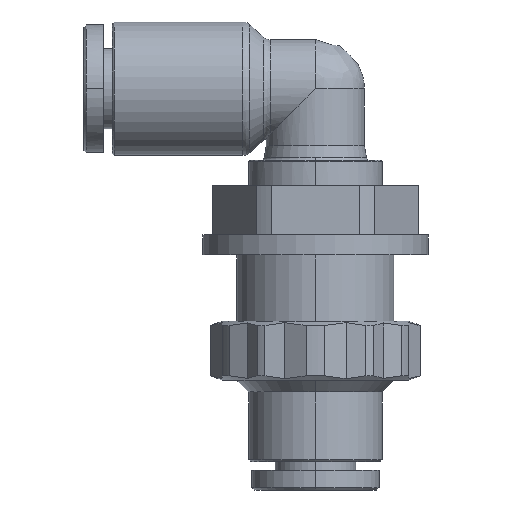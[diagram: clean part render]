
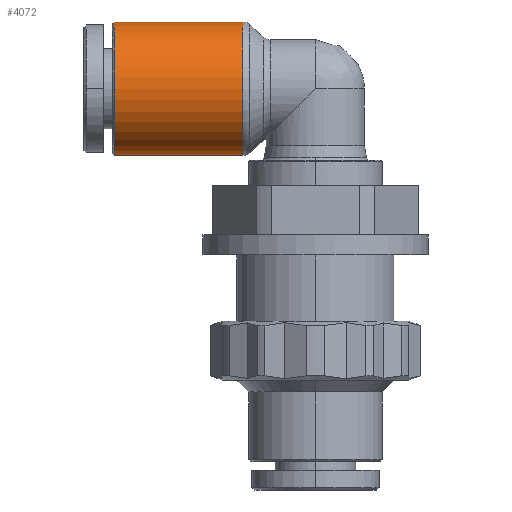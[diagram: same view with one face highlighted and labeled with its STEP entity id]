
A CAD part, left-side view. The second image highlights one B-rep face of the part: STEP entity #4072.
In plain terms, the highlighted cylindrical face has radius 6.8 mm (diameter 13.6 mm), a partial arc.
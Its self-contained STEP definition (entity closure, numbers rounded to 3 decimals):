
#1004 = DIRECTION ( 'NONE',  ( 0., -1., 0. ) ) ;
#1114 = DIRECTION ( 'NONE',  ( 0., 0., 1. ) ) ;
#1409 = DIRECTION ( 'NONE',  ( 0., 1., 0. ) ) ;
#1416 = DIRECTION ( 'NONE',  ( 0., 0., 1. ) ) ;
#1525 = CARTESIAN_POINT ( 'NONE',  ( 28.144, 24.671, 26.552 ) ) ;
#1894 = VECTOR ( 'NONE', #1409, 1000. ) ;
#2507 = LINE ( 'NONE', #19312, #15918 ) ;
#2984 = AXIS2_PLACEMENT_3D ( 'NONE', #32960, #33295, #22683 ) ;
#2997 = CARTESIAN_POINT ( 'NONE',  ( 28.144, 37.787, 19.752 ) ) ;
#4072 = ADVANCED_FACE ( 'NONE', ( #12741 ), #18831, .T. ) ;
#4631 = CIRCLE ( 'NONE', #30910, 6.8 ) ;
#7946 = CARTESIAN_POINT ( 'NONE',  ( 28.144, 24.671, 33.352 ) ) ;
#8693 = EDGE_LOOP ( 'NONE', ( #18681, #31020, #31008, #19176 ) ) ;
#9181 = CARTESIAN_POINT ( 'NONE',  ( 28.144, 37.787, 26.552 ) ) ;
#9336 = VERTEX_POINT ( 'NONE', #11177 ) ;
#11177 = CARTESIAN_POINT ( 'NONE',  ( 28.144, 37.787, 33.352 ) ) ;
#11270 = VERTEX_POINT ( 'NONE', #2997 ) ;
#12741 = FACE_OUTER_BOUND ( 'NONE', #8693, .T. ) ;
#13690 = CARTESIAN_POINT ( 'NONE',  ( 28.144, 24.671, 19.752 ) ) ;
#14389 = EDGE_CURVE ( 'NONE', #18820, #11270, #2507, .T. ) ;
#14827 = DIRECTION ( 'NONE',  ( 0., 1., 0. ) ) ;
#15271 = LINE ( 'NONE', #32348, #1894 ) ;
#15918 = VECTOR ( 'NONE', #24803, 1000. ) ;
#16639 = EDGE_CURVE ( 'NONE', #18820, #26171, #32038, .T. ) ;
#16972 = EDGE_CURVE ( 'NONE', #9336, #11270, #4631, .T. ) ;
#18681 = ORIENTED_EDGE ( 'NONE', *, *, #14389, .F. ) ;
#18820 = VERTEX_POINT ( 'NONE', #13690 ) ;
#18831 = CYLINDRICAL_SURFACE ( 'NONE', #2984, 6.8 ) ;
#19176 = ORIENTED_EDGE ( 'NONE', *, *, #16972, .T. ) ;
#19312 = CARTESIAN_POINT ( 'NONE',  ( 28.144, 29.287, 19.752 ) ) ;
#22683 = DIRECTION ( 'NONE',  ( 0., 0., 1. ) ) ;
#23440 = AXIS2_PLACEMENT_3D ( 'NONE', #1525, #14827, #1416 ) ;
#24803 = DIRECTION ( 'NONE',  ( 0., 1., 0. ) ) ;
#26171 = VERTEX_POINT ( 'NONE', #7946 ) ;
#30910 = AXIS2_PLACEMENT_3D ( 'NONE', #9181, #1004, #1114 ) ;
#31008 = ORIENTED_EDGE ( 'NONE', *, *, #33631, .T. ) ;
#31020 = ORIENTED_EDGE ( 'NONE', *, *, #16639, .T. ) ;
#32038 = CIRCLE ( 'NONE', #23440, 6.8 ) ;
#32348 = CARTESIAN_POINT ( 'NONE',  ( 28.144, 29.287, 33.352 ) ) ;
#32960 = CARTESIAN_POINT ( 'NONE',  ( 28.144, 29.287, 26.552 ) ) ;
#33295 = DIRECTION ( 'NONE',  ( 0., 1., 0. ) ) ;
#33631 = EDGE_CURVE ( 'NONE', #26171, #9336, #15271, .T. ) ;
